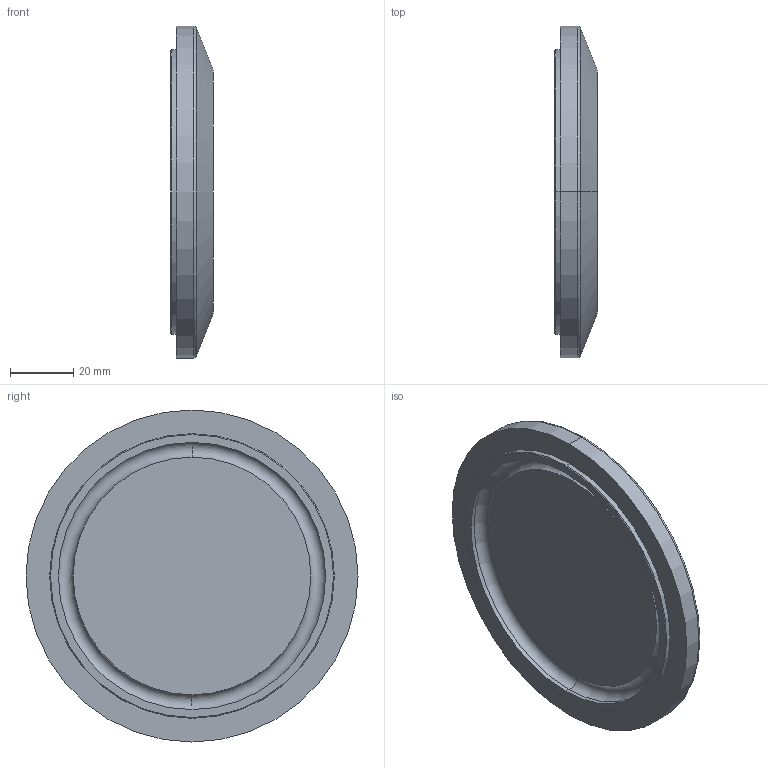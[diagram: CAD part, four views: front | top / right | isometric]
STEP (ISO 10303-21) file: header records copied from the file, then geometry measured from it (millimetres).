
FILE_DESCRIPTION (( 'STEP AP203' ), '1' );
FILE_NAME ('3D_R723_76.2_168121820.STEP', '2024-11-23T10:14:27', ( '' ), ( '' ), 'SwSTEP 2.0', 'SolidWorks 2023', '' );
FILE_SCHEMA (( 'CONFIG_CONTROL_DESIGN' ));
Length unit declared in the file: millimetre
Products named in the file (1): 3D_R723_76.2_168121820
Bounding box: 13.5 x 105 x 105 mm (x, y, z)
Volume: 81378.9 mm3; surface area: 21369.8 mm2
Topology: 1 solids, 1 shells, 18 faces, 34 edges, 20 vertices
Faces by surface type: cylinder 6, cone 4, torus 4, plane 4
Entity records: 535 total; most frequent: DIRECTION 96, CARTESIAN_POINT 73, ORIENTED_EDGE 68, AXIS2_PLACEMENT_3D 43, EDGE_CURVE 34, CIRCLE 24, VERTEX_POINT 20, EDGE_LOOP 20
